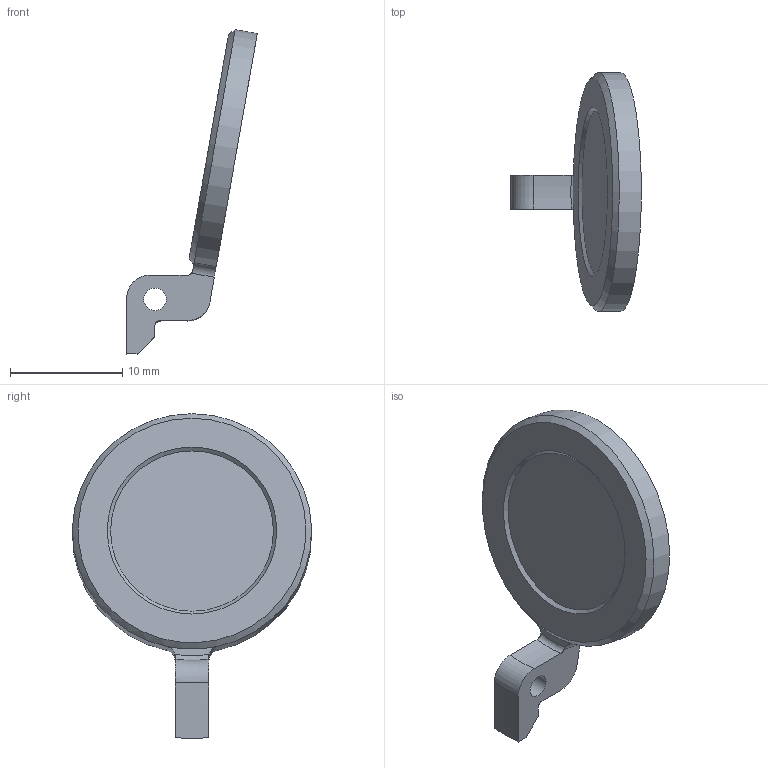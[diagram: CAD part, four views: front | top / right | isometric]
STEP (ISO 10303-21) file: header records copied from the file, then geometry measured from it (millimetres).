
FILE_DESCRIPTION(/* description */ (''),/* implementation_level */ '2;1');
FILE_NAME(/* name */ '1000.028.22.100.001.D000_02.stp',/* time_stamp */ '2025-08-26T15:48:57+03:00',/* author */ (''),/* organization */ (''),/* preprocessor_version */ 'ST-DEVELOPER v16.7',/* originating_system */ 'SIEMENS PLM Software NX 1946',/* authorisation */ '');
FILE_SCHEMA (('AUTOMOTIVE_DESIGN { 1 0 10303 214 3 1 1 1 }'));
Length unit declared in the file: millimetre
Products named in the file (1): 1000.028.22.100.001.D000_02
Bounding box: 11.63 x 21.29 x 28.9 mm (x, y, z)
Volume: 663 mm3; surface area: 1047.1 mm2
Topology: 1 solids, 1 shells, 24 faces, 59 edges, 39 vertices
Faces by surface type: cone 9, plane 7, cylinder 4, torus 4
Full cylindrical faces by diameter (mm): 2 x1
Entity records: 834 total; most frequent: CARTESIAN_POINT 283, ORIENTED_EDGE 106, DIRECTION 106, EDGE_CURVE 53, AXIS2_PLACEMENT_3D 50, VERTEX_POINT 37, EDGE_LOOP 32, CIRCLE 25
